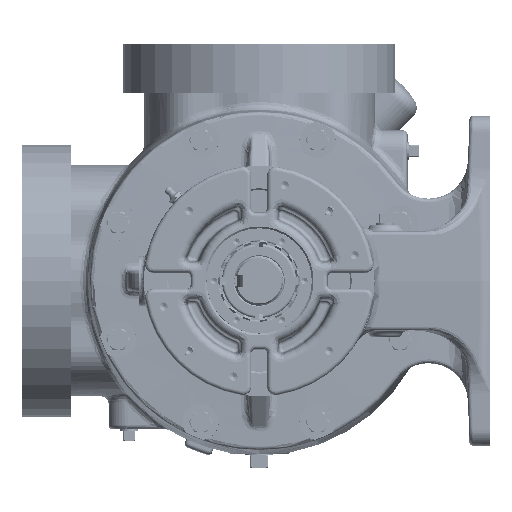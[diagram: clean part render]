
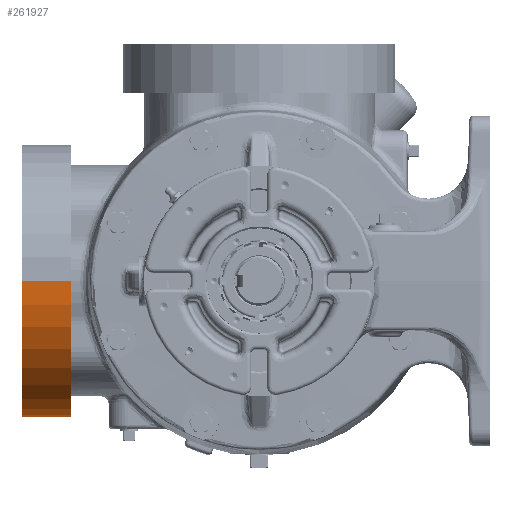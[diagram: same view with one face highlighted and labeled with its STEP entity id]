
A CAD part, left-side view. The second image highlights one B-rep face of the part: STEP entity #261927.
In plain terms, the highlighted cylindrical face has radius 104.775 mm (diameter 209.55 mm), a partial arc.
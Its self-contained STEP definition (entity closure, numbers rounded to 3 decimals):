
#352 = DIRECTION ( 'NONE',  ( -1., 0., 0. ) ) ;
#1644 = ORIENTED_EDGE ( 'NONE', *, *, #69663, .T. ) ;
#10390 = CARTESIAN_POINT ( 'NONE',  ( 219.405, 182.563, 0. ) ) ;
#26786 = VERTEX_POINT ( 'NONE', #51971 ) ;
#42535 = VERTEX_POINT ( 'NONE', #227412 ) ;
#51971 = CARTESIAN_POINT ( 'NONE',  ( 9.855, 144.463, 0. ) ) ;
#53100 = LINE ( 'NONE', #113825, #84360 ) ;
#55062 = ORIENTED_EDGE ( 'NONE', *, *, #239729, .F. ) ;
#65222 = AXIS2_PLACEMENT_3D ( 'NONE', #84454, #189301, #352 ) ;
#69663 = EDGE_CURVE ( 'NONE', #226767, #262071, #69721, .T. ) ;
#69721 = CIRCLE ( 'NONE', #65222, 104.775 ) ;
#84360 = VECTOR ( 'NONE', #243494, 1000. ) ;
#84454 = CARTESIAN_POINT ( 'NONE',  ( 114.63, 182.563, 0. ) ) ;
#98197 = CARTESIAN_POINT ( 'NONE',  ( 9.855, 123.992, 0. ) ) ;
#102576 = EDGE_CURVE ( 'NONE', #226767, #26786, #240400, .T. ) ;
#108405 = FACE_OUTER_BOUND ( 'NONE', #223958, .T. ) ;
#109781 = CIRCLE ( 'NONE', #127528, 104.775 ) ;
#113825 = CARTESIAN_POINT ( 'NONE',  ( 219.405, 123.992, 0. ) ) ;
#121346 = DIRECTION ( 'NONE',  ( 0., -1., 0. ) ) ;
#127528 = AXIS2_PLACEMENT_3D ( 'NONE', #222140, #121346, #226226 ) ;
#150023 = CARTESIAN_POINT ( 'NONE',  ( 9.855, 182.563, 0. ) ) ;
#151184 = CARTESIAN_POINT ( 'NONE',  ( 114.63, 123.992, 0. ) ) ;
#189301 = DIRECTION ( 'NONE',  ( 0., -1., 0. ) ) ;
#192589 = DIRECTION ( 'NONE',  ( 0., -1., 0. ) ) ;
#220626 = ORIENTED_EDGE ( 'NONE', *, *, #262076, .T. ) ;
#222140 = CARTESIAN_POINT ( 'NONE',  ( 114.63, 144.463, 0. ) ) ;
#223958 = EDGE_LOOP ( 'NONE', ( #1644, #220626, #55062, #226877 ) ) ;
#225139 = DIRECTION ( 'NONE',  ( 0., -1., 0. ) ) ;
#226226 = DIRECTION ( 'NONE',  ( -1., 0., 0. ) ) ;
#226767 = VERTEX_POINT ( 'NONE', #150023 ) ;
#226877 = ORIENTED_EDGE ( 'NONE', *, *, #102576, .F. ) ;
#227412 = CARTESIAN_POINT ( 'NONE',  ( 219.405, 144.463, 0. ) ) ;
#229593 = VECTOR ( 'NONE', #225139, 1000. ) ;
#234047 = AXIS2_PLACEMENT_3D ( 'NONE', #151184, #192589, #258766 ) ;
#239729 = EDGE_CURVE ( 'NONE', #26786, #42535, #109781, .T. ) ;
#240400 = LINE ( 'NONE', #98197, #229593 ) ;
#243494 = DIRECTION ( 'NONE',  ( 0., -1., 0. ) ) ;
#253347 = CYLINDRICAL_SURFACE ( 'NONE', #234047, 104.775 ) ;
#258766 = DIRECTION ( 'NONE',  ( -1., 0., 0. ) ) ;
#261927 = ADVANCED_FACE ( 'Defeatured_0_3874', ( #108405 ), #253347, .T. ) ;
#262071 = VERTEX_POINT ( 'NONE', #10390 ) ;
#262076 = EDGE_CURVE ( 'NONE', #262071, #42535, #53100, .T. ) ;
